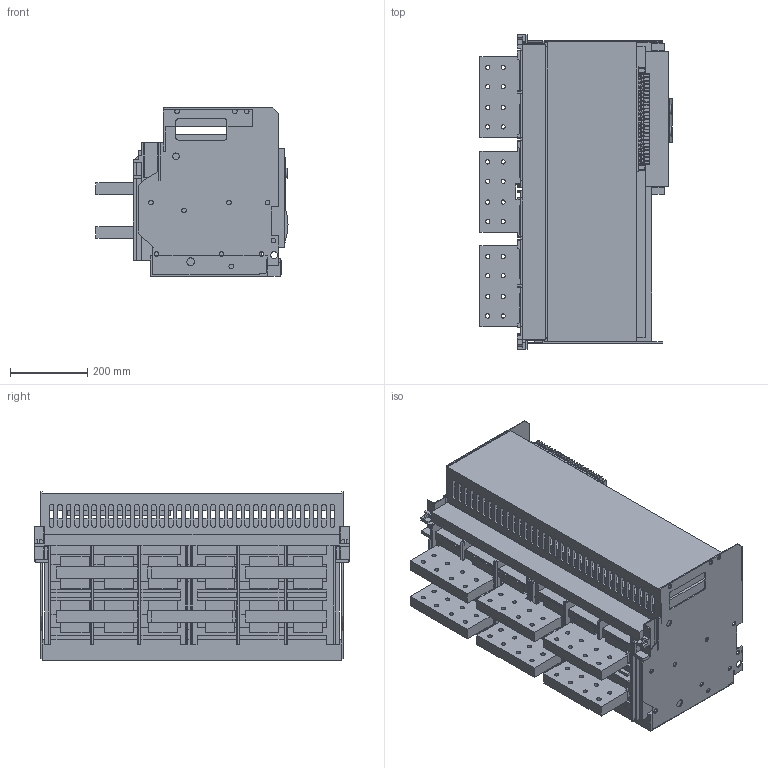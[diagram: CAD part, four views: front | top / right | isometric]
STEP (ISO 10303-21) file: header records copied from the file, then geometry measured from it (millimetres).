
FILE_DESCRIPTION(('STEP AP203'), '1');
FILE_NAME('臍99-40 D-3p D M2C2S2 M 5000A', '', ('UNSPECIFIED'), ('UNSPECIFIED'), 'C3D Converter', 'C3D Toolkit', '');
FILE_SCHEMA(('CONFIG_CONTROL_DESIGN'));
Length unit declared in the file: millimetre
Assembly tree (2 placements, depth 2):
  (unnamed)
    (unnamed)
    (unnamed)
Bounding box: 497 x 814 x 435 mm (x, y, z)
Volume: 103835447.7 mm3; surface area: 3221649.1 mm2
Topology: 2 solids, 2 shells, 1753 faces, 5267 edges, 3379 vertices
Faces by surface type: plane 1513, cylinder 240
Full cylindrical faces by diameter (mm): 4 x4, 7 x26, 8 x25, 11 x49, 12 x24, 14 x1, 17 x2, 18 x2, 20 x2, 25 x2
Entity records: 63591 total; most frequent: CARTESIAN_POINT 10265, ORIENTED_EDGE 10260, DIRECTION 9157, EDGE_CURVE 5130, LINE 4615, VECTOR 4615, VERTEX_POINT 3379, AXIS2_PLACEMENT_3D 2271
